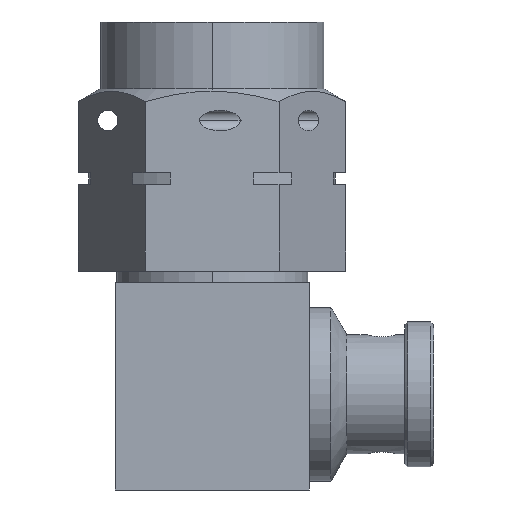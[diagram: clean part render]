
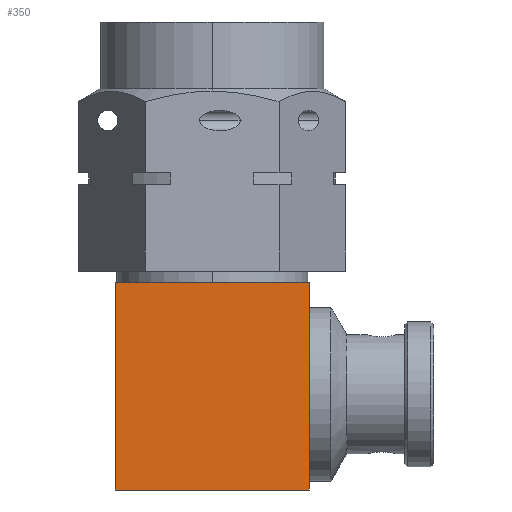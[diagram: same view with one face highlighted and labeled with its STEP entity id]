
A CAD part, left-side view. The second image highlights one B-rep face of the part: STEP entity #350.
In plain terms, the highlighted planar face has unit normal (-1, 0, 0).
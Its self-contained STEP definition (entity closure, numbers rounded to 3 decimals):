
#36 = ORIENTED_EDGE ( 'NONE', *, *, #1128, .T. ) ;
#103 = LINE ( 'NONE', #3460, #916 ) ;
#115 = CARTESIAN_POINT ( 'NONE',  ( -3.35, 3.35, -6.35 ) ) ;
#206 = EDGE_CURVE ( 'NONE', #1932, #2395, #865, .T. ) ;
#345 = VERTEX_POINT ( 'NONE', #1255 ) ;
#350 = ADVANCED_FACE ( 'NONE', ( #1928 ), #1801, .T. ) ;
#403 = CARTESIAN_POINT ( 'NONE',  ( -3.35, -3.35, -6.35 ) ) ;
#433 = CARTESIAN_POINT ( 'NONE',  ( -3.35, -3.35, -13.5 ) ) ;
#462 = DIRECTION ( 'NONE',  ( -1., 0., 0. ) ) ;
#865 = LINE ( 'NONE', #2819, #2263 ) ;
#916 = VECTOR ( 'NONE', #2657, 1000. ) ;
#978 = DIRECTION ( 'NONE',  ( 0., 0., 1. ) ) ;
#986 = EDGE_LOOP ( 'NONE', ( #36, #1229, #2170, #2042 ) ) ;
#1128 = EDGE_CURVE ( 'NONE', #345, #1932, #3400, .T. ) ;
#1188 = CARTESIAN_POINT ( 'NONE',  ( -3.35, -3.35, -13.5 ) ) ;
#1229 = ORIENTED_EDGE ( 'NONE', *, *, #206, .T. ) ;
#1255 = CARTESIAN_POINT ( 'NONE',  ( -3.35, -3.35, -13.5 ) ) ;
#1369 = EDGE_CURVE ( 'NONE', #2346, #2395, #2580, .T. ) ;
#1487 = CARTESIAN_POINT ( 'NONE',  ( -3.35, 3.35, -13.5 ) ) ;
#1781 = VECTOR ( 'NONE', #1983, 1000. ) ;
#1801 = PLANE ( 'NONE',  #3139 ) ;
#1928 = FACE_OUTER_BOUND ( 'NONE', #986, .T. ) ;
#1932 = VERTEX_POINT ( 'NONE', #403 ) ;
#1983 = DIRECTION ( 'NONE',  ( 0., 0., 1. ) ) ;
#2042 = ORIENTED_EDGE ( 'NONE', *, *, #2665, .T. ) ;
#2170 = ORIENTED_EDGE ( 'NONE', *, *, #1369, .F. ) ;
#2263 = VECTOR ( 'NONE', #2794, 1000. ) ;
#2346 = VERTEX_POINT ( 'NONE', #2905 ) ;
#2395 = VERTEX_POINT ( 'NONE', #115 ) ;
#2493 = VECTOR ( 'NONE', #978, 1000. ) ;
#2580 = LINE ( 'NONE', #1487, #2493 ) ;
#2657 = DIRECTION ( 'NONE',  ( 0., -1., 0. ) ) ;
#2665 = EDGE_CURVE ( 'NONE', #2346, #345, #103, .T. ) ;
#2794 = DIRECTION ( 'NONE',  ( 0., 1., 0. ) ) ;
#2819 = CARTESIAN_POINT ( 'NONE',  ( -3.35, -3.35, -6.35 ) ) ;
#2905 = CARTESIAN_POINT ( 'NONE',  ( -3.35, 3.35, -13.5 ) ) ;
#3139 = AXIS2_PLACEMENT_3D ( 'NONE', #433, #462, #3403 ) ;
#3400 = LINE ( 'NONE', #1188, #1781 ) ;
#3403 = DIRECTION ( 'NONE',  ( 0., 0., 1. ) ) ;
#3460 = CARTESIAN_POINT ( 'NONE',  ( -3.35, -3.35, -13.5 ) ) ;
